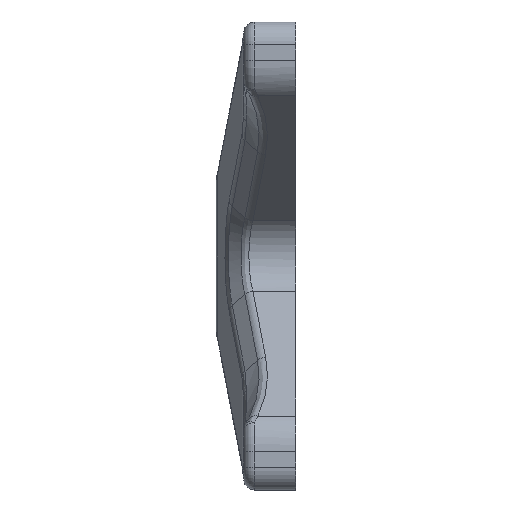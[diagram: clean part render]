
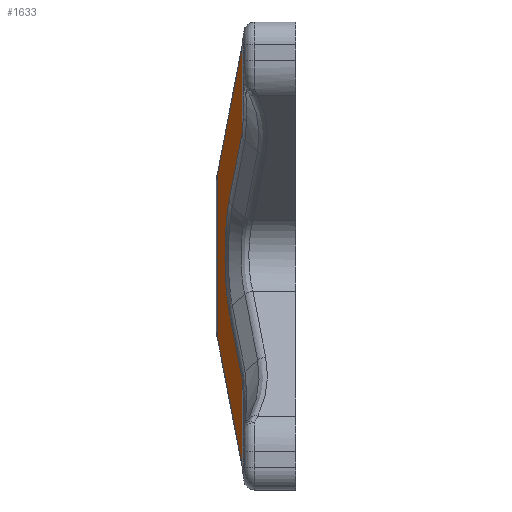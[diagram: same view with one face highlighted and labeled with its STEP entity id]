
A CAD part, left-side view. The second image highlights one B-rep face of the part: STEP entity #1633.
In plain terms, the highlighted planar face has unit normal (-0.153, 0.988, 0).
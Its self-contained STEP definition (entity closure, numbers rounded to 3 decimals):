
#90 = CARTESIAN_POINT ( 'NONE',  ( -5.761, 8.482, -7.049 ) ) ;
#94 = CARTESIAN_POINT ( 'NONE',  ( -12.339, 7.464, -4.813 ) ) ;
#146 = CARTESIAN_POINT ( 'NONE',  ( -10.053, 7.818, -0.452 ) ) ;
#177 = EDGE_CURVE ( 'NONE', #1130, #4557, #5536, .T. ) ;
#217 = VERTEX_POINT ( 'NONE', #5447 ) ;
#299 = ORIENTED_EDGE ( 'NONE', *, *, #5380, .T. ) ;
#370 = LINE ( 'NONE', #1677, #7054 ) ;
#411 = DIRECTION ( 'NONE',  ( 0.774, 0.12, -0.622 ) ) ;
#516 = VERTEX_POINT ( 'NONE', #3963 ) ;
#594 = EDGE_CURVE ( 'NONE', #516, #5564, #3843, .T. ) ;
#596 = FACE_OUTER_BOUND ( 'NONE', #816, .T. ) ;
#759 = CARTESIAN_POINT ( 'NONE',  ( -11.981, 7.519, -4.522 ) ) ;
#787 = CARTESIAN_POINT ( 'NONE',  ( -10.054, 7.817, 0.465 ) ) ;
#816 = EDGE_LOOP ( 'NONE', ( #5354, #5892, #2565, #6550, #2720, #2479, #7105, #6947, #299, #2246 ) ) ;
#833 = CARTESIAN_POINT ( 'NONE',  ( -19.724, 6.32, 10.766 ) ) ;
#1101 = CARTESIAN_POINT ( 'NONE',  ( -19.703, 6.323, 10.737 ) ) ;
#1108 = DIRECTION ( 'NONE',  ( 0., 0., -1. ) ) ;
#1130 = VERTEX_POINT ( 'NONE', #6130 ) ;
#1336 = DIRECTION ( 'NONE',  ( 0., 0., 1. ) ) ;
#1338 = CARTESIAN_POINT ( 'NONE',  ( -20.029, 6.273, -18.526 ) ) ;
#1387 = CARTESIAN_POINT ( 'NONE',  ( -12.342, 7.463, 4.816 ) ) ;
#1524 = VECTOR ( 'NONE', #1987, 1000. ) ;
#1633 = ADVANCED_FACE ( 'NONE', ( #596 ), #7688, .F. ) ;
#1677 = CARTESIAN_POINT ( 'NONE',  ( -19.739, 6.318, 20.5 ) ) ;
#1784 = CARTESIAN_POINT ( 'NONE',  ( -19.734, 6.319, -10.781 ) ) ;
#1840 = EDGE_CURVE ( 'NONE', #2579, #217, #5567, .T. ) ;
#1863 = CARTESIAN_POINT ( 'NONE',  ( -19.717, 6.321, -10.756 ) ) ;
#1872 = CARTESIAN_POINT ( 'NONE',  ( -10.31, 7.778, 1.826 ) ) ;
#1906 = CARTESIAN_POINT ( 'NONE',  ( -10.46, 7.755, 2.259 ) ) ;
#1987 = DIRECTION ( 'NONE',  ( 0.774, 0.12, 0.622 ) ) ;
#2075 = CARTESIAN_POINT ( 'NONE',  ( -19.71, 6.322, 10.747 ) ) ;
#2246 = ORIENTED_EDGE ( 'NONE', *, *, #7029, .T. ) ;
#2399 = DIRECTION ( 'NONE',  ( 0.153, -0.988, 0. ) ) ;
#2442 = CARTESIAN_POINT ( 'NONE',  ( -10.104, 7.81, -0.918 ) ) ;
#2479 = ORIENTED_EDGE ( 'NONE', *, *, #4310, .T. ) ;
#2544 = EDGE_CURVE ( 'NONE', #217, #7266, #370, .T. ) ;
#2553 = CARTESIAN_POINT ( 'NONE',  ( -12.342, 7.463, -4.816 ) ) ;
#2565 = ORIENTED_EDGE ( 'NONE', *, *, #5235, .T. ) ;
#2579 = VERTEX_POINT ( 'NONE', #90 ) ;
#2720 = ORIENTED_EDGE ( 'NONE', *, *, #2544, .T. ) ;
#2769 = DIRECTION ( 'NONE',  ( -0.774, -0.12, 0.622 ) ) ;
#2880 = CARTESIAN_POINT ( 'NONE',  ( -19.703, 6.323, -10.737 ) ) ;
#3081 = CARTESIAN_POINT ( 'NONE',  ( -10.306, 7.778, -1.813 ) ) ;
#3101 = VERTEX_POINT ( 'NONE', #2880 ) ;
#3182 = VECTOR ( 'NONE', #4219, 1000. ) ;
#3303 = VECTOR ( 'NONE', #2769, 1000. ) ;
#3407 = VECTOR ( 'NONE', #411, 1000. ) ;
#3432 = CARTESIAN_POINT ( 'NONE',  ( -6.051, 8.437, 7.282 ) ) ;
#3492 = LINE ( 'NONE', #3432, #3407 ) ;
#3537 = CARTESIAN_POINT ( 'NONE',  ( -19.739, 6.318, -10.788 ) ) ;
#3600 = EDGE_CURVE ( 'NONE', #5564, #4567, #3492, .T. ) ;
#3623 = CARTESIAN_POINT ( 'NONE',  ( -11.657, 7.569, -4.19 ) ) ;
#3678 = CARTESIAN_POINT ( 'NONE',  ( -11.101, 7.655, 3.482 ) ) ;
#3723 = CARTESIAN_POINT ( 'NONE',  ( -10.851, 7.694, -3.081 ) ) ;
#3747 = LINE ( 'NONE', #4821, #3303 ) ;
#3843 = LINE ( 'NONE', #4852, #6830 ) ;
#3898 = CARTESIAN_POINT ( 'NONE',  ( -5.761, 8.482, 7.049 ) ) ;
#3963 = CARTESIAN_POINT ( 'NONE',  ( -19.739, 6.318, 10.788 ) ) ;
#3989 = CARTESIAN_POINT ( 'NONE',  ( -5.761, 8.482, -20.5 ) ) ;
#4107 = VECTOR ( 'NONE', #1108, 1000. ) ;
#4115 = CARTESIAN_POINT ( 'NONE',  ( -19.739, 6.318, -10.788 ) ) ;
#4125 = CARTESIAN_POINT ( 'NONE',  ( -19.739, 6.318, 18.293 ) ) ;
#4219 = DIRECTION ( 'NONE',  ( -0.774, -0.12, -0.622 ) ) ;
#4258 = CARTESIAN_POINT ( 'NONE',  ( -11.665, 7.568, 4.199 ) ) ;
#4305 = VERTEX_POINT ( 'NONE', #1101 ) ;
#4310 = EDGE_CURVE ( 'NONE', #7266, #3101, #5603, .T. ) ;
#4351 = CARTESIAN_POINT ( 'NONE',  ( -19.717, 6.321, 10.756 ) ) ;
#4557 = VERTEX_POINT ( 'NONE', #6266 ) ;
#4567 = VERTEX_POINT ( 'NONE', #3898 ) ;
#4798 = CARTESIAN_POINT ( 'NONE',  ( -19.703, 6.323, -10.737 ) ) ;
#4821 = CARTESIAN_POINT ( 'NONE',  ( -19.519, 6.352, 10.589 ) ) ;
#4852 = CARTESIAN_POINT ( 'NONE',  ( -19.739, 6.318, 20.5 ) ) ;
#4888 = CARTESIAN_POINT ( 'NONE',  ( -10.105, 7.81, 0.923 ) ) ;
#4935 = CARTESIAN_POINT ( 'NONE',  ( -19.729, 6.319, 10.773 ) ) ;
#5235 = EDGE_CURVE ( 'NONE', #4567, #2579, #5686, .T. ) ;
#5260 = AXIS2_PLACEMENT_3D ( 'NONE', #5888, #2399, #5860 ) ;
#5272 = B_SPLINE_CURVE_WITH_KNOTS ( 'NONE', 3,
 ( #7350, #2075, #4351, #833, #4935, #6206, #6818 ),
 .UNSPECIFIED., .F., .F.,
 ( 4, 3, 4 ),
 ( 0., 0., 0. ),
 .UNSPECIFIED. ) ;
#5307 = CARTESIAN_POINT ( 'NONE',  ( -19.724, 6.32, -10.766 ) ) ;
#5330 = CARTESIAN_POINT ( 'NONE',  ( -19.729, 6.319, -10.773 ) ) ;
#5354 = ORIENTED_EDGE ( 'NONE', *, *, #594, .T. ) ;
#5356 = DIRECTION ( 'NONE',  ( 0., 0., 1. ) ) ;
#5380 = EDGE_CURVE ( 'NONE', #4557, #4305, #3747, .T. ) ;
#5447 = CARTESIAN_POINT ( 'NONE',  ( -19.739, 6.318, -18.293 ) ) ;
#5536 = B_SPLINE_CURVE_WITH_KNOTS ( 'NONE', 3,
 ( #94, #759, #3623, #5978, #3723, #6087, #3081, #2442, #146, #787, #4888, #1872, #1906, #7250, #3678, #4258, #6590, #1387 ),
 .UNSPECIFIED., .F., .F.,
 ( 4, 2, 2, 2, 2, 2, 2, 2, 4 ),
 ( 0., 0.001, 0.003, 0.004, 0.006, 0.007, 0.008, 0.01, 0.011 ),
 .UNSPECIFIED. ) ;
#5564 = VERTEX_POINT ( 'NONE', #4125 ) ;
#5567 = LINE ( 'NONE', #1338, #3182 ) ;
#5603 = B_SPLINE_CURVE_WITH_KNOTS ( 'NONE', 3,
 ( #3537, #1784, #5330, #5307, #1863, #5916, #4798 ),
 .UNSPECIFIED., .F., .F.,
 ( 4, 3, 4 ),
 ( 0., 0., 0. ),
 .UNSPECIFIED. ) ;
#5686 = LINE ( 'NONE', #3989, #4107 ) ;
#5860 = DIRECTION ( 'NONE',  ( 0.988, 0.153, 0. ) ) ;
#5888 = CARTESIAN_POINT ( 'NONE',  ( -5., 8.6, 111.423 ) ) ;
#5892 = ORIENTED_EDGE ( 'NONE', *, *, #3600, .T. ) ;
#5916 = CARTESIAN_POINT ( 'NONE',  ( -19.71, 6.322, -10.747 ) ) ;
#5978 = CARTESIAN_POINT ( 'NONE',  ( -11.094, 7.656, -3.472 ) ) ;
#6087 = CARTESIAN_POINT ( 'NONE',  ( -10.455, 7.755, -2.246 ) ) ;
#6130 = CARTESIAN_POINT ( 'NONE',  ( -12.339, 7.464, -4.813 ) ) ;
#6206 = CARTESIAN_POINT ( 'NONE',  ( -19.734, 6.319, 10.781 ) ) ;
#6266 = CARTESIAN_POINT ( 'NONE',  ( -12.342, 7.463, 4.816 ) ) ;
#6550 = ORIENTED_EDGE ( 'NONE', *, *, #1840, .T. ) ;
#6590 = CARTESIAN_POINT ( 'NONE',  ( -11.984, 7.519, 4.525 ) ) ;
#6818 = CARTESIAN_POINT ( 'NONE',  ( -19.739, 6.318, 10.788 ) ) ;
#6830 = VECTOR ( 'NONE', #1336, 1000. ) ;
#6947 = ORIENTED_EDGE ( 'NONE', *, *, #177, .T. ) ;
#7029 = EDGE_CURVE ( 'NONE', #4305, #516, #5272, .T. ) ;
#7054 = VECTOR ( 'NONE', #5356, 1000. ) ;
#7105 = ORIENTED_EDGE ( 'NONE', *, *, #7384, .T. ) ;
#7181 = LINE ( 'NONE', #2553, #1524 ) ;
#7250 = CARTESIAN_POINT ( 'NONE',  ( -10.854, 7.694, 3.085 ) ) ;
#7266 = VERTEX_POINT ( 'NONE', #4115 ) ;
#7350 = CARTESIAN_POINT ( 'NONE',  ( -19.703, 6.323, 10.737 ) ) ;
#7384 = EDGE_CURVE ( 'NONE', #3101, #1130, #7181, .T. ) ;
#7688 = PLANE ( 'NONE',  #5260 ) ;
